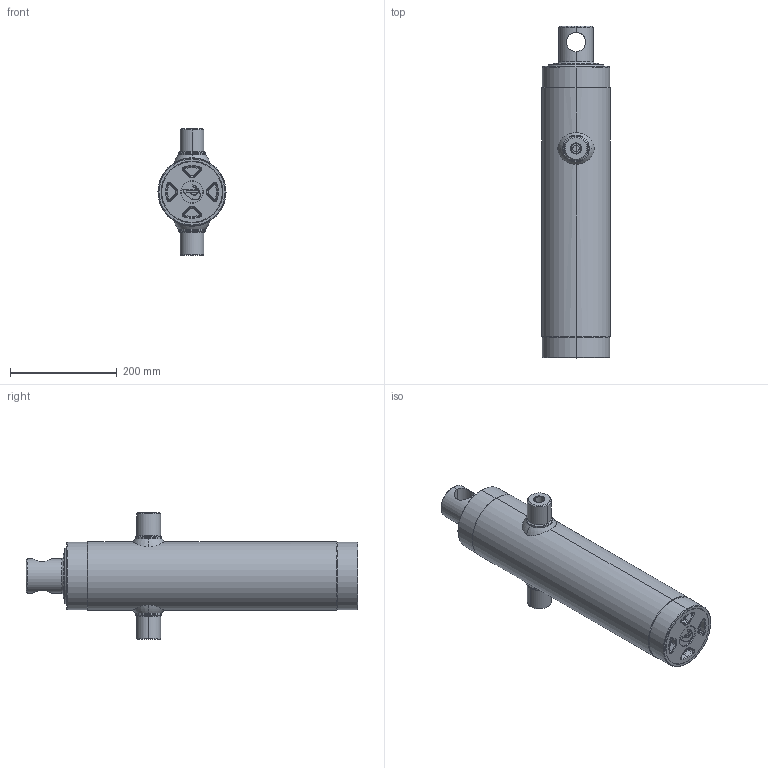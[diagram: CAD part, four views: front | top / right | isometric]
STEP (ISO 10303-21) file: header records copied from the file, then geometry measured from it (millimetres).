
FILE_DESCRIPTION (( 'STEP AP203' ), '1' );
FILE_NAME ('312.I.STEP', '2014-10-13T08:08:22', ( '' ), ( '' ), 'SwSTEP 2.0', 'SolidWorks 2013', '' );
FILE_SCHEMA (( 'CONFIG_CONTROL_DESIGN' ));
Length unit declared in the file: millimetre
Products named in the file (1): 312.I
Bounding box: 128 x 623 x 237 mm (x, y, z)
Surface area: 636715 mm2 (no closed solid volume)
Topology: 0 solids, 12 shells, 241 faces, 617 edges, 379 vertices
Faces by surface type: torus 73, cylinder 71, cone 64, plane 26, bspline 7
Entity records: 9233 total; most frequent: CARTESIAN_POINT 3275, DIRECTION 1393, ORIENTED_EDGE 1095, EDGE_CURVE 617, AXIS2_PLACEMENT_3D 599, VERTEX_POINT 379, CIRCLE 364, EDGE_LOOP 252
